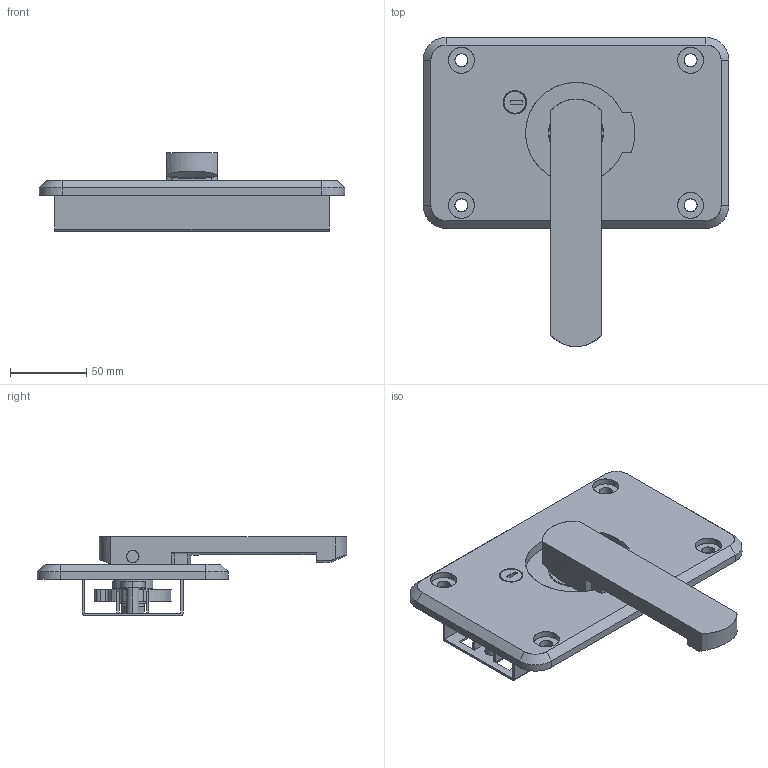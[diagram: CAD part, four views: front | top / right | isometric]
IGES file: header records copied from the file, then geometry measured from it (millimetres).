
Start section: SolidWorks IGES file using analytic representation for surfaces
Global section: file name: A-860-1.IGS; native system: SolidWorks 2018; preprocessor: SolidWorks 2018; author: 0905sm; date: 200303.141846; units: millimetre
Bounding box: 200 x 202.5 x 51.5 mm (x, y, z)
Surface area: 157460 mm2 (no closed solid volume)
Topology: 0 solids, 0 shells, 336 faces, 5502 edges, 5500 vertices
Faces by surface type: revolution 175, bspline 161
